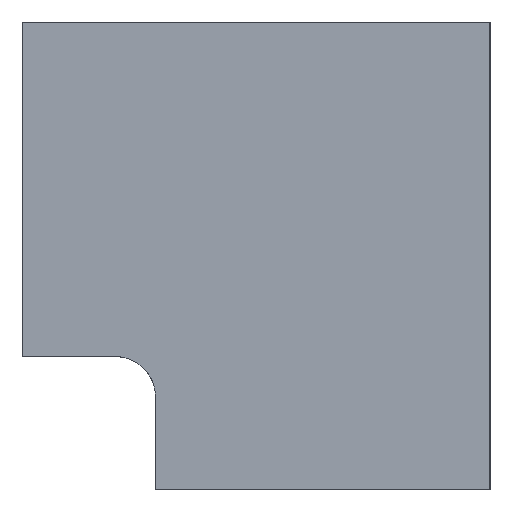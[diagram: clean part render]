
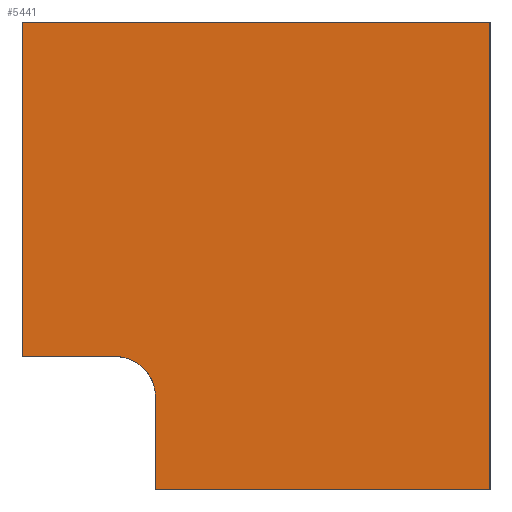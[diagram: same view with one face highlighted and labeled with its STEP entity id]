
A CAD part, left-side view. The second image highlights one B-rep face of the part: STEP entity #5441.
In plain terms, the highlighted planar face has unit normal (-1, 0, -0.018).
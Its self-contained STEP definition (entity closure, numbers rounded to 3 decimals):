
#12 = EDGE_CURVE ( 'NONE', #10283, #9298, #9549, .T. ) ;
#54 = VERTEX_POINT ( 'NONE', #6404 ) ;
#141 = DIRECTION ( 'NONE',  ( -1., 0., -0.017 ) ) ;
#271 = EDGE_CURVE ( 'NONE', #5584, #54, #8044, .T. ) ;
#436 = CARTESIAN_POINT ( 'NONE',  ( -52.816, 0., 0. ) ) ;
#689 = DIRECTION ( 'NONE',  ( -0.017, 0., 1. ) ) ;
#726 = CARTESIAN_POINT ( 'NONE',  ( -52.816, 0., 0. ) ) ;
#904 = VECTOR ( 'NONE', #2066, 1000. ) ;
#968 = EDGE_LOOP ( 'NONE', ( #10698, #3065, #7230, #5022, #5107, #3243, #6120 ) ) ;
#1641 = VERTEX_POINT ( 'NONE', #1861 ) ;
#1784 = VERTEX_POINT ( 'NONE', #8770 ) ;
#1830 = CARTESIAN_POINT ( 'NONE',  ( -52.09, 46.6, -41.6 ) ) ;
#1861 = CARTESIAN_POINT ( 'NONE',  ( -52.09, 58.2, -41.6 ) ) ;
#2066 = DIRECTION ( 'NONE',  ( 0.017, 0., -1. ) ) ;
#2519 = CARTESIAN_POINT ( 'NONE',  ( -51.8, 58.2, -58.2 ) ) ;
#2682 = VERTEX_POINT ( 'NONE', #9068 ) ;
#3061 = VECTOR ( 'NONE', #5613, 1000. ) ;
#3065 = ORIENTED_EDGE ( 'NONE', *, *, #12, .F. ) ;
#3243 = ORIENTED_EDGE ( 'NONE', *, *, #4867, .F. ) ;
#3713 = CARTESIAN_POINT ( 'NONE',  ( -52.002, 41.6, -46.6 ) ) ;
#3817 = CARTESIAN_POINT ( 'NONE',  ( -51.8, 0., -58.2 ) ) ;
#3894 = EDGE_CURVE ( 'NONE', #9298, #5584, #5835, .T. ) ;
#4143 = CARTESIAN_POINT ( 'NONE',  ( -51.8, 0., -58.2 ) ) ;
#4165 = CARTESIAN_POINT ( 'NONE',  ( -52.816, 58.2, 0. ) ) ;
#4166 = DIRECTION ( 'NONE',  ( 0., 1., 0. ) ) ;
#4371 = LINE ( 'NONE', #10953, #11579 ) ;
#4867 = EDGE_CURVE ( 'NONE', #54, #2682, #4371, .T. ) ;
#5022 = ORIENTED_EDGE ( 'NONE', *, *, #7910, .F. ) ;
#5063 = VECTOR ( 'NONE', #6278, 1000. ) ;
#5107 = ORIENTED_EDGE ( 'NONE', *, *, #6087, .T. ) ;
#5177 = CARTESIAN_POINT ( 'NONE',  ( -52.09, 0., -41.6 ) ) ;
#5254 = LINE ( 'NONE', #5177, #10857 ) ;
#5441 = ADVANCED_FACE ( 'NONE', ( #9088 ), #5694, .T. ) ;
#5584 = VERTEX_POINT ( 'NONE', #4143 ) ;
#5613 = DIRECTION ( 'NONE',  ( 0., 1., 0. ) ) ;
#5694 = PLANE ( 'NONE',  #6291 ) ;
#5835 = LINE ( 'NONE', #9599, #904 ) ;
#6087 = EDGE_CURVE ( 'NONE', #1784, #2682, #8954, .T. ) ;
#6120 = ORIENTED_EDGE ( 'NONE', *, *, #271, .F. ) ;
#6278 = DIRECTION ( 'NONE',  ( -0.017, 0., 1. ) ) ;
#6291 = AXIS2_PLACEMENT_3D ( 'NONE', #3817, #141, #6650 ) ;
#6404 = CARTESIAN_POINT ( 'NONE',  ( -51.8, 41.6, -58.2 ) ) ;
#6650 = DIRECTION ( 'NONE',  ( -0.017, 0., 1. ) ) ;
#7027 = VECTOR ( 'NONE', #10858, 1000. ) ;
#7230 = ORIENTED_EDGE ( 'NONE', *, *, #10370, .F. ) ;
#7445 = CARTESIAN_POINT ( 'NONE',  ( -52.09, 43.671, -41.6 ) ) ;
#7568 = LINE ( 'NONE', #2519, #5063 ) ;
#7910 = EDGE_CURVE ( 'NONE', #1784, #1641, #5254, .T. ) ;
#8044 = LINE ( 'NONE', #9385, #3061 ) ;
#8770 = CARTESIAN_POINT ( 'NONE',  ( -52.09, 46.6, -41.6 ) ) ;
#8954 =( BOUNDED_CURVE ( )  B_SPLINE_CURVE ( 3, ( #1830, #7445, #9364, #3713 ),
 .UNSPECIFIED., .F., .F. ) 
 B_SPLINE_CURVE_WITH_KNOTS ( ( 4, 4 ),
 ( 3.142, 4.712 ),
 .UNSPECIFIED. ) 
 CURVE ( )  GEOMETRIC_REPRESENTATION_ITEM ( )  RATIONAL_B_SPLINE_CURVE ( ( 1., 0.805, 0.805, 1. ) ) 
 REPRESENTATION_ITEM ( '' )  );
#9068 = CARTESIAN_POINT ( 'NONE',  ( -52.002, 41.6, -46.6 ) ) ;
#9088 = FACE_OUTER_BOUND ( 'NONE', #968, .T. ) ;
#9298 = VERTEX_POINT ( 'NONE', #436 ) ;
#9364 = CARTESIAN_POINT ( 'NONE',  ( -52.054, 41.6, -43.671 ) ) ;
#9385 = CARTESIAN_POINT ( 'NONE',  ( -51.8, 0., -58.2 ) ) ;
#9549 = LINE ( 'NONE', #726, #7027 ) ;
#9599 = CARTESIAN_POINT ( 'NONE',  ( -51.8, 0., -58.2 ) ) ;
#10283 = VERTEX_POINT ( 'NONE', #4165 ) ;
#10370 = EDGE_CURVE ( 'NONE', #1641, #10283, #7568, .T. ) ;
#10698 = ORIENTED_EDGE ( 'NONE', *, *, #3894, .F. ) ;
#10857 = VECTOR ( 'NONE', #4166, 1000. ) ;
#10858 = DIRECTION ( 'NONE',  ( 0., -1., 0. ) ) ;
#10953 = CARTESIAN_POINT ( 'NONE',  ( -51.8, 41.6, -58.2 ) ) ;
#11579 = VECTOR ( 'NONE', #689, 1000. ) ;
